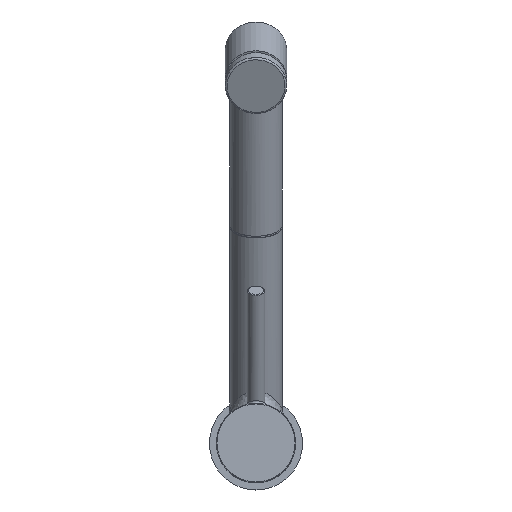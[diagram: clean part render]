
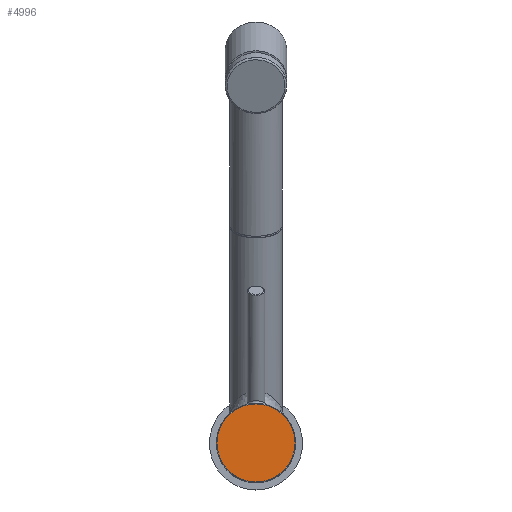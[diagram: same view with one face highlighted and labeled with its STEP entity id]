
A CAD part, top view. The second image highlights one B-rep face of the part: STEP entity #4996.
In plain terms, the highlighted face is planar.
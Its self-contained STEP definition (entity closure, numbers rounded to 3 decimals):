
#531=FACE_OUTER_BOUND('',#840,.T.);
#840=EDGE_LOOP('',(#3570));
#2009=CIRCLE('',#5431,22.2);
#2157=VERTEX_POINT('',#8974);
#2693=EDGE_CURVE('',#2157,#2157,#2009,.T.);
#3570=ORIENTED_EDGE('',*,*,#2693,.F.);
#4809=PLANE('',#5432);
#4996=ADVANCED_FACE('',(#531),#4809,.T.);
#5431=AXIS2_PLACEMENT_3D('',#8976,#6161,#6162);
#5432=AXIS2_PLACEMENT_3D('',#8977,#6163,#6164);
#6161=DIRECTION('center_axis',(0.,-1.,0.));
#6162=DIRECTION('ref_axis',(0.,0.,-1.));
#6163=DIRECTION('center_axis',(0.,1.,0.));
#6164=DIRECTION('ref_axis',(0.,0.,1.));
#8974=CARTESIAN_POINT('',(0.,33.5,22.2));
#8976=CARTESIAN_POINT('Origin',(0.,33.5,0.));
#8977=CARTESIAN_POINT('Origin',(11.25,33.5,0.));
